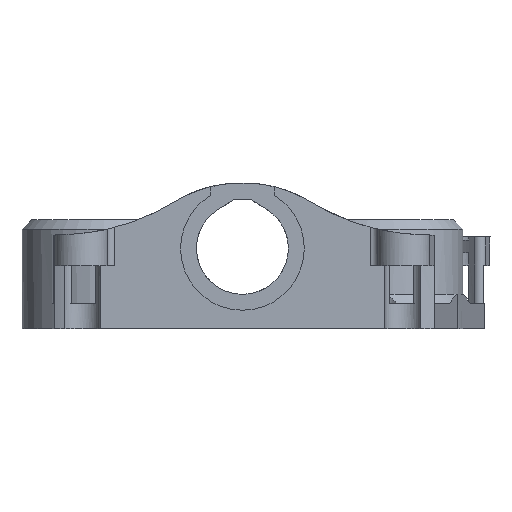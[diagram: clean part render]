
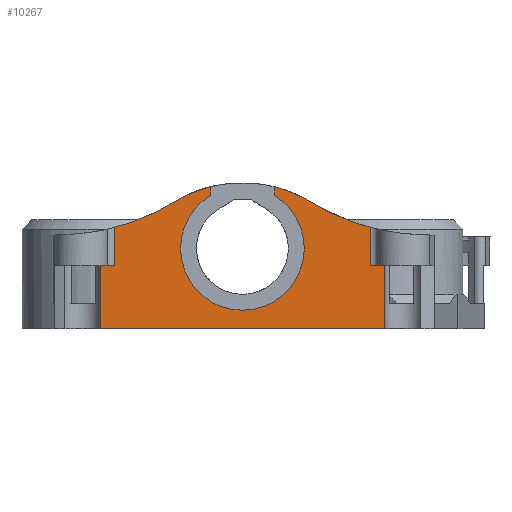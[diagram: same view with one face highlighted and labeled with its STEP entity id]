
A CAD part, front view. The second image highlights one B-rep face of the part: STEP entity #10267.
In plain terms, the highlighted planar face has unit normal (0, -1, 0).
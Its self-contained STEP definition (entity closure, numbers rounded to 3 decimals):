
#227=CIRCLE('',#10568,9.75);
#228=CIRCLE('',#10574,20.018);
#229=CIRCLE('',#10577,20.018);
#256=CIRCLE('',#10634,35.);
#257=CIRCLE('',#10646,35.);
#1870=FACE_OUTER_BOUND('',#2451,.T.);
#2451=EDGE_LOOP('',(#9420,#9421,#9422,#9423,#9424,#9425,#9426,#9427,#9428,
#9429,#9430,#9431,#9432,#9433));
#2964=LINE('',#20549,#3645);
#3097=LINE('',#22534,#3778);
#3102=LINE('',#22544,#3783);
#3146=LINE('',#22955,#3827);
#3147=LINE('',#22958,#3828);
#3148=LINE('',#22959,#3829);
#3149=LINE('',#22961,#3830);
#3150=LINE('',#22963,#3831);
#3151=LINE('',#22964,#3832);
#3645=VECTOR('',#11349,10.);
#3778=VECTOR('',#11828,10.);
#3783=VECTOR('',#11839,10.);
#3827=VECTOR('',#12049,10.);
#3828=VECTOR('',#12052,10.);
#3829=VECTOR('',#12053,10.);
#3830=VECTOR('',#12054,10.);
#3831=VECTOR('',#12055,10.);
#3832=VECTOR('',#12056,10.);
#4558=VERTEX_POINT('',#20546);
#4559=VERTEX_POINT('',#20548);
#4821=VERTEX_POINT('',#22532);
#4822=VERTEX_POINT('',#22533);
#4823=VERTEX_POINT('',#22538);
#4824=VERTEX_POINT('',#22542);
#4825=VERTEX_POINT('',#22553);
#4826=VERTEX_POINT('',#22560);
#4852=VERTEX_POINT('',#22730);
#4862=VERTEX_POINT('',#22901);
#4865=VERTEX_POINT('',#22953);
#4866=VERTEX_POINT('',#22957);
#4867=VERTEX_POINT('',#22960);
#4868=VERTEX_POINT('',#22962);
#5946=EDGE_CURVE('',#4559,#4558,#2964,.T.);
#6303=EDGE_CURVE('',#4821,#4822,#3097,.T.);
#6306=EDGE_CURVE('',#4823,#4821,#227,.T.);
#6309=EDGE_CURVE('',#4824,#4823,#3102,.T.);
#6314=EDGE_CURVE('',#4822,#4825,#228,.T.);
#6319=EDGE_CURVE('',#4826,#4824,#229,.T.);
#6380=EDGE_CURVE('',#4852,#4826,#256,.T.);
#6401=EDGE_CURVE('',#4825,#4862,#257,.T.);
#6409=EDGE_CURVE('',#4852,#4865,#3146,.T.);
#6410=EDGE_CURVE('',#4866,#4865,#3147,.T.);
#6411=EDGE_CURVE('',#4559,#4866,#3148,.T.);
#6412=EDGE_CURVE('',#4558,#4867,#3149,.T.);
#6413=EDGE_CURVE('',#4868,#4867,#3150,.T.);
#6414=EDGE_CURVE('',#4862,#4868,#3151,.T.);
#9420=ORIENTED_EDGE('',*,*,#6303,.F.);
#9421=ORIENTED_EDGE('',*,*,#6306,.F.);
#9422=ORIENTED_EDGE('',*,*,#6309,.F.);
#9423=ORIENTED_EDGE('',*,*,#6319,.F.);
#9424=ORIENTED_EDGE('',*,*,#6380,.F.);
#9425=ORIENTED_EDGE('',*,*,#6409,.T.);
#9426=ORIENTED_EDGE('',*,*,#6410,.F.);
#9427=ORIENTED_EDGE('',*,*,#6411,.F.);
#9428=ORIENTED_EDGE('',*,*,#5946,.T.);
#9429=ORIENTED_EDGE('',*,*,#6412,.T.);
#9430=ORIENTED_EDGE('',*,*,#6413,.F.);
#9431=ORIENTED_EDGE('',*,*,#6414,.F.);
#9432=ORIENTED_EDGE('',*,*,#6401,.F.);
#9433=ORIENTED_EDGE('',*,*,#6314,.F.);
#9744=PLANE('',#10653);
#10267=ADVANCED_FACE('',(#1870),#9744,.F.);
#10568=AXIS2_PLACEMENT_3D('',#22539,#11833,#11834);
#10574=AXIS2_PLACEMENT_3D('',#22554,#11852,#11853);
#10577=AXIS2_PLACEMENT_3D('',#22562,#11862,#11863);
#10634=AXIS2_PLACEMENT_3D('',#22741,#12003,#12004);
#10646=AXIS2_PLACEMENT_3D('',#22902,#12034,#12035);
#10653=AXIS2_PLACEMENT_3D('',#22956,#12050,#12051);
#11349=DIRECTION('',(1.,0.,0.));
#11828=DIRECTION('',(0.,0.,1.));
#11833=DIRECTION('center_axis',(0.,-1.,
0.));
#11834=DIRECTION('ref_axis',(1.,0.,0.));
#11839=DIRECTION('',(0.,0.,-1.));
#11852=DIRECTION('center_axis',(0.,1.,
0.));
#11853=DIRECTION('ref_axis',(0.,0.,
1.));
#11862=DIRECTION('center_axis',(0.,1.,
0.));
#11863=DIRECTION('ref_axis',(-0.523,0.,0.852));
#12003=DIRECTION('center_axis',(0.,-1.,
0.));
#12004=DIRECTION('ref_axis',(0.523,0.,-0.852));
#12034=DIRECTION('center_axis',(0.,-1.,
0.));
#12035=DIRECTION('ref_axis',(-0.057,0.,-0.998));
#12049=DIRECTION('',(0.,0.,-1.));
#12050=DIRECTION('center_axis',(0.,1.,
0.));
#12051=DIRECTION('ref_axis',(-1.,0.,0.));
#12052=DIRECTION('',(1.,0.,0.));
#12053=DIRECTION('',(0.,0.,1.));
#12054=DIRECTION('',(0.,0.,1.));
#12055=DIRECTION('',(1.,0.,0.));
#12056=DIRECTION('',(0.,0.,-1.));
#20546=CARTESIAN_POINT('',(22.4,-21.4,-42.4));
#20548=CARTESIAN_POINT('',(-22.4,-21.4,-42.4));
#20549=CARTESIAN_POINT('',(20.943,-21.4,-42.4));
#22532=CARTESIAN_POINT('',(5.,-21.4,-21.33));
#22533=CARTESIAN_POINT('',(5.,-21.4,-19.972));
#22534=CARTESIAN_POINT('',(5.,-21.4,-31.865));
#22538=CARTESIAN_POINT('',(-5.,-21.4,-21.33));
#22539=CARTESIAN_POINT('Origin',(0.,-21.4,
-29.7));
#22542=CARTESIAN_POINT('',(-5.,-21.4,-19.972));
#22544=CARTESIAN_POINT('',(-5.,-21.4,-31.151));
#22553=CARTESIAN_POINT('',(10.717,-21.4,-22.355));
#22554=CARTESIAN_POINT('Origin',(0.25,-21.4,-39.418));
#22560=CARTESIAN_POINT('',(-10.717,-21.4,-22.355));
#22562=CARTESIAN_POINT('Origin',(-0.25,-21.4,-39.418));
#22730=CARTESIAN_POINT('',(-20.135,-21.4,-26.375));
#22741=CARTESIAN_POINT('Origin',(-29.019,-21.4,7.479));
#22901=CARTESIAN_POINT('',(20.135,-21.4,-26.375));
#22902=CARTESIAN_POINT('Origin',(29.019,-21.4,7.479));
#22953=CARTESIAN_POINT('',(-20.135,-21.4,-32.4));
#22955=CARTESIAN_POINT('',(-20.135,-21.4,-42.4));
#22956=CARTESIAN_POINT('Origin',(22.4,-21.4,-42.4));
#22957=CARTESIAN_POINT('',(-22.4,-21.4,-32.4));
#22958=CARTESIAN_POINT('',(-20.135,-21.4,-32.4));
#22959=CARTESIAN_POINT('',(-22.4,-21.4,-42.4));
#22960=CARTESIAN_POINT('',(22.4,-21.4,-32.4));
#22961=CARTESIAN_POINT('',(22.4,-21.4,-42.4));
#22962=CARTESIAN_POINT('',(20.135,-21.4,-32.4));
#22963=CARTESIAN_POINT('',(20.135,-21.4,-32.4));
#22964=CARTESIAN_POINT('',(20.135,-21.4,-42.4));
